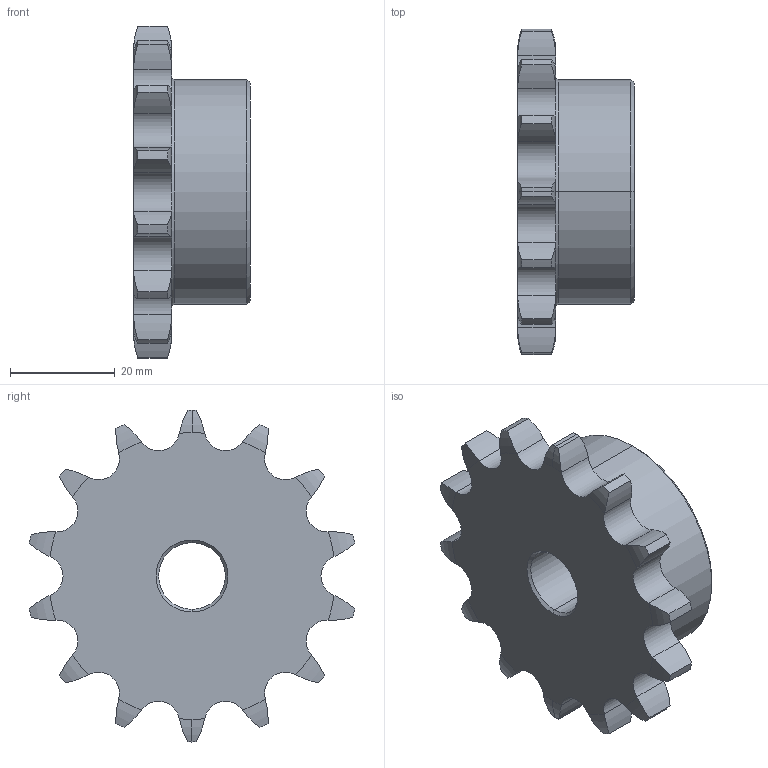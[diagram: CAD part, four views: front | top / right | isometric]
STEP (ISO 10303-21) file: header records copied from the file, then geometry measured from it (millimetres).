
FILE_DESCRIPTION(('starvars output'),'2;1');
FILE_NAME('cv20171126174551000021625.stp','17:45:51 2017/11/26',( 'Thomas Industrial Network Germany GmbH'),( 'Thomas Industrial Network Germany GmbH'),'unknown preprocess','ACIS' ,'unknown authorization');
FILE_SCHEMA(('AUTOMOTIVE_DESIGN_CC2 {UNKNOWN IMPLEMENTATION LEVEL}'));
Length unit declared in the file: millimetre
Products named in the file (1): PRODUCT_ID_1
Bounding box: 22.23 x 62.02 x 63.25 mm (x, y, z)
Volume: 35704.6 mm3; surface area: 9227.8 mm2
Topology: 1 solids, 1 shells, 105 faces, 294 edges, 192 vertices
Faces by surface type: cylinder 62, torus 34, cone 6, plane 3
Entity records: 3967 total; most frequent: CARTESIAN_POINT 753, ORIENTED_EDGE 588, DIRECTION 382, EDGE_CURVE 294, VERTEX_POINT 192, AXIS2_PLACEMENT_3D 157, EDGE_LOOP 108, FACE_BOUND 108
